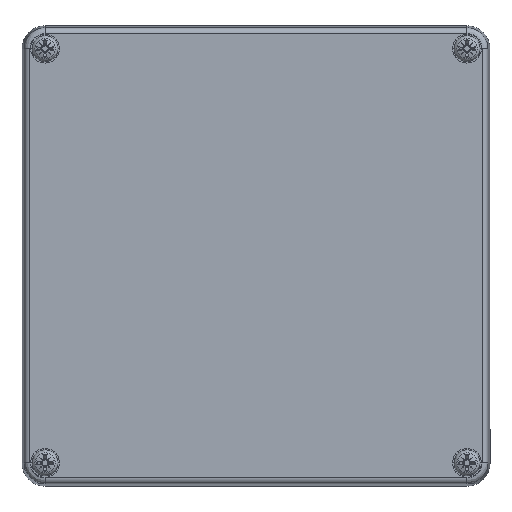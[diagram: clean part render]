
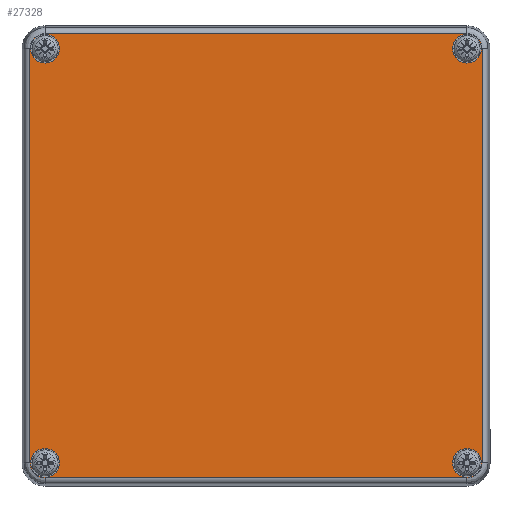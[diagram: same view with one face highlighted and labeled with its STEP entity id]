
A CAD part, top view. The second image highlights one B-rep face of the part: STEP entity #27328.
In plain terms, the highlighted planar face has unit normal (0, 0, 1).
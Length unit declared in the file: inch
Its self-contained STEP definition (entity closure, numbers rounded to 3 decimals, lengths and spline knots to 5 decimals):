
#278 = CARTESIAN_POINT ( 'NONE',  ( 2.31949, -2.12598, 1.37795 ) ) ;
#1501 = DIRECTION ( 'NONE',  ( 1., 0., 0. ) ) ;
#2800 = AXIS2_PLACEMENT_3D ( 'NONE', #50476, #23268, #70706 ) ;
#3668 = DIRECTION ( 'NONE',  ( -1., 0., 0. ) ) ;
#5883 = CARTESIAN_POINT ( 'NONE',  ( -2.25564, -2.28012, 1.37795 ) ) ;
#6462 = CARTESIAN_POINT ( 'NONE',  ( -2.16535, -2.28012, 1.37795 ) ) ;
#7479 = CIRCLE ( 'NONE', #35297, 0.14764 ) ;
#7964 = CARTESIAN_POINT ( 'NONE',  ( 2.16535, 2.12598, 1.37795 ) ) ;
#8430 = VERTEX_POINT ( 'NONE', #80731 ) ;
#9239 = EDGE_CURVE ( 'NONE', #65086, #37911, #66266, .T. ) ;
#9983 = EDGE_CURVE ( 'NONE', #64221, #65086, #76096, .T. ) ;
#10080 =( BOUNDED_CURVE ( )  B_SPLINE_CURVE ( 3, ( #278, #14224, #13936, #68538 ),
 .UNSPECIFIED., .F., .T. ) 
 B_SPLINE_CURVE_WITH_KNOTS ( ( 4, 4 ),
 ( 0., 1. ),
 .UNSPECIFIED. ) 
 CURVE ( )  GEOMETRIC_REPRESENTATION_ITEM ( )  RATIONAL_B_SPLINE_CURVE ( ( 1., 0.805, 0.805, 1. ) ) 
 REPRESENTATION_ITEM ( '' )  );
#10551 = EDGE_CURVE ( 'NONE', #80413, #8430, #73100, .T. ) ;
#11184 = DIRECTION ( 'NONE',  ( 0., 0., -1. ) ) ;
#11584 = VERTEX_POINT ( 'NONE', #14796 ) ;
#12442 = EDGE_CURVE ( 'NONE', #11584, #54668, #81576, .T. ) ;
#12873 = EDGE_LOOP ( 'NONE', ( #35179 ) ) ;
#13936 = CARTESIAN_POINT ( 'NONE',  ( 2.25564, -2.28012, 1.37795 ) ) ;
#14224 = CARTESIAN_POINT ( 'NONE',  ( 2.31949, -2.21627, 1.37795 ) ) ;
#14796 = CARTESIAN_POINT ( 'NONE',  ( 2.31949, 2.12598, 1.37795 ) ) ;
#16290 = FACE_BOUND ( 'NONE', #43315, .T. ) ;
#17281 = DIRECTION ( 'NONE',  ( 0., 0., 1. ) ) ;
#17337 = LINE ( 'NONE', #44735, #21728 ) ;
#19085 = CARTESIAN_POINT ( 'NONE',  ( -2.16535, 2.28012, 1.37795 ) ) ;
#19105 = ORIENTED_EDGE ( 'NONE', *, *, #29631, .F. ) ;
#19863 = CARTESIAN_POINT ( 'NONE',  ( 2.31949, 2.12598, 1.37795 ) ) ;
#21092 = CARTESIAN_POINT ( 'NONE',  ( 2.16535, -2.28012, 1.37795 ) ) ;
#21728 = VECTOR ( 'NONE', #3668, 39.37008 ) ;
#22624 = CARTESIAN_POINT ( 'NONE',  ( -2.31299, 2.12598, 1.37795 ) ) ;
#22732 = DIRECTION ( 'NONE',  ( 0., 1., 0. ) ) ;
#22792 = CARTESIAN_POINT ( 'NONE',  ( 2.31949, -2.12598, 1.37795 ) ) ;
#23268 = DIRECTION ( 'NONE',  ( 0., 0., 1. ) ) ;
#23582 = CARTESIAN_POINT ( 'NONE',  ( 2.16535, -2.12598, 1.37795 ) ) ;
#25381 = CARTESIAN_POINT ( 'NONE',  ( -2.16535, 2.28012, 1.37795 ) ) ;
#25438 = CARTESIAN_POINT ( 'NONE',  ( 0., 0., 1.37795 ) ) ;
#26957 = EDGE_LOOP ( 'NONE', ( #65345 ) ) ;
#27328 = ADVANCED_FACE ( 'NONE', ( #71798, #16290, #56971, #38700, #28052 ), #46328, .F. ) ;
#27949 = DIRECTION ( 'NONE',  ( 0., -1., 0. ) ) ;
#28052 = FACE_OUTER_BOUND ( 'NONE', #71690, .T. ) ;
#29631 = EDGE_CURVE ( 'NONE', #58372, #58372, #84953, .T. ) ;
#30449 = VERTEX_POINT ( 'NONE', #22624 ) ;
#32175 = EDGE_CURVE ( 'NONE', #54668, #42691, #10080, .T. ) ;
#33126 = AXIS2_PLACEMENT_3D ( 'NONE', #7964, #54852, #42212 ) ;
#35179 = ORIENTED_EDGE ( 'NONE', *, *, #73693, .F. ) ;
#35297 = AXIS2_PLACEMENT_3D ( 'NONE', #59020, #87243, #80072 ) ;
#35354 = CARTESIAN_POINT ( 'NONE',  ( 0., 2.28012, 1.37795 ) ) ;
#37911 = VERTEX_POINT ( 'NONE', #73893 ) ;
#38700 = FACE_BOUND ( 'NONE', #63139, .T. ) ;
#38794 = ORIENTED_EDGE ( 'NONE', *, *, #60553, .F. ) ;
#40106 = ORIENTED_EDGE ( 'NONE', *, *, #9983, .F. ) ;
#40719 = CARTESIAN_POINT ( 'NONE',  ( 2.25564, 2.28012, 1.37795 ) ) ;
#41439 = EDGE_CURVE ( 'NONE', #76428, #76428, #7479, .T. ) ;
#42212 = DIRECTION ( 'NONE',  ( -1., 0., 0. ) ) ;
#42691 = VERTEX_POINT ( 'NONE', #21092 ) ;
#43315 = EDGE_LOOP ( 'NONE', ( #57701 ) ) ;
#44124 =( BOUNDED_CURVE ( )  B_SPLINE_CURVE ( 3, ( #72832, #52595, #53170, #25381 ),
 .UNSPECIFIED., .F., .T. ) 
 B_SPLINE_CURVE_WITH_KNOTS ( ( 4, 4 ),
 ( 0., 1. ),
 .UNSPECIFIED. ) 
 CURVE ( )  GEOMETRIC_REPRESENTATION_ITEM ( )  RATIONAL_B_SPLINE_CURVE ( ( 1., 0.805, 0.805, 1. ) ) 
 REPRESENTATION_ITEM ( '' )  );
#44735 = CARTESIAN_POINT ( 'NONE',  ( 0., -2.28012, 1.37795 ) ) ;
#46137 = CARTESIAN_POINT ( 'NONE',  ( -2.31949, -2.12598, 1.37795 ) ) ;
#46328 = PLANE ( 'NONE',  #64219 ) ;
#49098 = ORIENTED_EDGE ( 'NONE', *, *, #50383, .F. ) ;
#50383 = EDGE_CURVE ( 'NONE', #8430, #11584, #68443, .T. ) ;
#50457 = CIRCLE ( 'NONE', #2800, 0.14764 ) ;
#50476 = CARTESIAN_POINT ( 'NONE',  ( -2.16535, 2.12598, 1.37795 ) ) ;
#52341 = ORIENTED_EDGE ( 'NONE', *, *, #9239, .F. ) ;
#52595 = CARTESIAN_POINT ( 'NONE',  ( -2.31949, 2.21627, 1.37795 ) ) ;
#53170 = CARTESIAN_POINT ( 'NONE',  ( -2.25564, 2.28012, 1.37795 ) ) ;
#53996 = VECTOR ( 'NONE', #1501, 39.37008 ) ;
#54668 = VERTEX_POINT ( 'NONE', #22792 ) ;
#54852 = DIRECTION ( 'NONE',  ( 0., 0., 1. ) ) ;
#56971 = FACE_BOUND ( 'NONE', #12873, .T. ) ;
#57082 = VECTOR ( 'NONE', #27949, 39.37008 ) ;
#57701 = ORIENTED_EDGE ( 'NONE', *, *, #65341, .F. ) ;
#58372 = VERTEX_POINT ( 'NONE', #75118 ) ;
#59020 = CARTESIAN_POINT ( 'NONE',  ( -2.16535, -2.12598, 1.37795 ) ) ;
#60553 = EDGE_CURVE ( 'NONE', #37911, #80413, #44124, .T. ) ;
#60969 = CARTESIAN_POINT ( 'NONE',  ( -2.31949, -2.12598, 1.37795 ) ) ;
#63139 = EDGE_LOOP ( 'NONE', ( #19105 ) ) ;
#63703 = CARTESIAN_POINT ( 'NONE',  ( -2.31949, 0., 1.37795 ) ) ;
#64032 = ORIENTED_EDGE ( 'NONE', *, *, #32175, .F. ) ;
#64219 = AXIS2_PLACEMENT_3D ( 'NONE', #25438, #11184, #66967 ) ;
#64221 = VERTEX_POINT ( 'NONE', #68672 ) ;
#65086 = VERTEX_POINT ( 'NONE', #60969 ) ;
#65341 = EDGE_CURVE ( 'NONE', #30449, #30449, #50457, .T. ) ;
#65345 = ORIENTED_EDGE ( 'NONE', *, *, #41439, .F. ) ;
#66160 = ORIENTED_EDGE ( 'NONE', *, *, #12442, .F. ) ;
#66266 = LINE ( 'NONE', #63703, #68403 ) ;
#66451 = ORIENTED_EDGE ( 'NONE', *, *, #70715, .F. ) ;
#66967 = DIRECTION ( 'NONE',  ( -1., 0., 0. ) ) ;
#67935 = CARTESIAN_POINT ( 'NONE',  ( -2.31949, -2.21627, 1.37795 ) ) ;
#67940 = CARTESIAN_POINT ( 'NONE',  ( 2.31949, 2.21627, 1.37795 ) ) ;
#68403 = VECTOR ( 'NONE', #22732, 39.37008 ) ;
#68443 =( BOUNDED_CURVE ( )  B_SPLINE_CURVE ( 3, ( #81613, #40719, #67940, #19863 ),
 .UNSPECIFIED., .F., .F. ) 
 B_SPLINE_CURVE_WITH_KNOTS ( ( 4, 4 ),
 ( 0., 1. ),
 .UNSPECIFIED. ) 
 CURVE ( )  GEOMETRIC_REPRESENTATION_ITEM ( )  RATIONAL_B_SPLINE_CURVE ( ( 1., 0.805, 0.805, 1. ) ) 
 REPRESENTATION_ITEM ( '' )  );
#68538 = CARTESIAN_POINT ( 'NONE',  ( 2.16535, -2.28012, 1.37795 ) ) ;
#68672 = CARTESIAN_POINT ( 'NONE',  ( -2.16535, -2.28012, 1.37795 ) ) ;
#69475 = AXIS2_PLACEMENT_3D ( 'NONE', #23582, #17281, #71292 ) ;
#70706 = DIRECTION ( 'NONE',  ( -1., 0., 0. ) ) ;
#70715 = EDGE_CURVE ( 'NONE', #42691, #64221, #17337, .T. ) ;
#70933 = CARTESIAN_POINT ( 'NONE',  ( 2.01772, 2.12598, 1.37795 ) ) ;
#71292 = DIRECTION ( 'NONE',  ( -1., 0., 0. ) ) ;
#71690 = EDGE_LOOP ( 'NONE', ( #64032, #66160, #49098, #74680, #38794, #52341, #40106, #66451 ) ) ;
#71798 = FACE_BOUND ( 'NONE', #26957, .T. ) ;
#72085 = VERTEX_POINT ( 'NONE', #70933 ) ;
#72832 = CARTESIAN_POINT ( 'NONE',  ( -2.31949, 2.12598, 1.37795 ) ) ;
#73027 = CIRCLE ( 'NONE', #33126, 0.14764 ) ;
#73100 = LINE ( 'NONE', #35354, #53996 ) ;
#73693 = EDGE_CURVE ( 'NONE', #72085, #72085, #73027, .T. ) ;
#73893 = CARTESIAN_POINT ( 'NONE',  ( -2.31949, 2.12598, 1.37795 ) ) ;
#74680 = ORIENTED_EDGE ( 'NONE', *, *, #10551, .F. ) ;
#75118 = CARTESIAN_POINT ( 'NONE',  ( 2.01772, -2.12598, 1.37795 ) ) ;
#75356 = CARTESIAN_POINT ( 'NONE',  ( 2.31949, 0., 1.37795 ) ) ;
#76012 = CARTESIAN_POINT ( 'NONE',  ( -2.31299, -2.12598, 1.37795 ) ) ;
#76096 =( BOUNDED_CURVE ( )  B_SPLINE_CURVE ( 3, ( #6462, #5883, #67935, #46137 ),
 .UNSPECIFIED., .F., .T. ) 
 B_SPLINE_CURVE_WITH_KNOTS ( ( 4, 4 ),
 ( 0., 1. ),
 .UNSPECIFIED. ) 
 CURVE ( )  GEOMETRIC_REPRESENTATION_ITEM ( )  RATIONAL_B_SPLINE_CURVE ( ( 1., 0.805, 0.805, 1. ) ) 
 REPRESENTATION_ITEM ( '' )  );
#76428 = VERTEX_POINT ( 'NONE', #76012 ) ;
#80072 = DIRECTION ( 'NONE',  ( -1., 0., 0. ) ) ;
#80413 = VERTEX_POINT ( 'NONE', #19085 ) ;
#80731 = CARTESIAN_POINT ( 'NONE',  ( 2.16535, 2.28012, 1.37795 ) ) ;
#81576 = LINE ( 'NONE', #75356, #57082 ) ;
#81613 = CARTESIAN_POINT ( 'NONE',  ( 2.16535, 2.28012, 1.37795 ) ) ;
#84953 = CIRCLE ( 'NONE', #69475, 0.14764 ) ;
#87243 = DIRECTION ( 'NONE',  ( 0., 0., 1. ) ) ;
